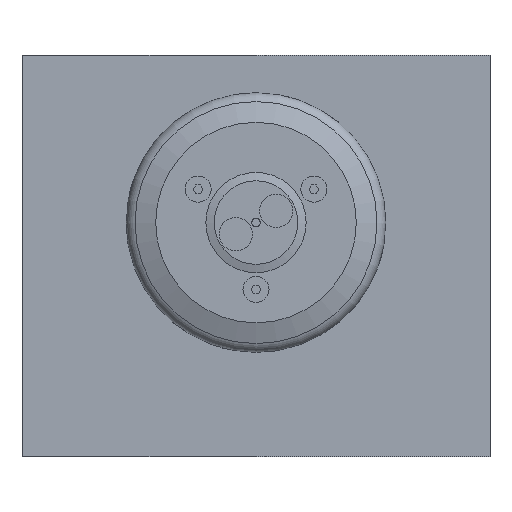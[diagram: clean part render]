
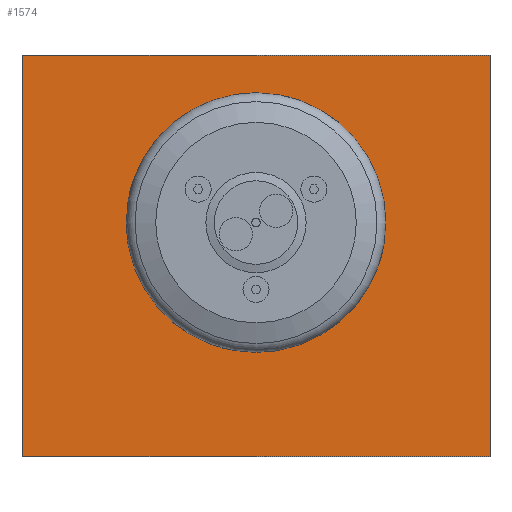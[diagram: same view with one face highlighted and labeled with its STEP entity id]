
A CAD part, front view. The second image highlights one B-rep face of the part: STEP entity #1574.
In plain terms, the highlighted planar face has unit normal (0, -1, 0).
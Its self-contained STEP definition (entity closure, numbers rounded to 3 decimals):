
#45=FACE_BOUND('',#329,.T.);
#112=CIRCLE('',#1717,26.5);
#229=FACE_OUTER_BOUND('',#328,.T.);
#328=EDGE_LOOP('',(#1340,#1341,#1342,#1343));
#329=EDGE_LOOP('',(#1344));
#468=LINE('',#2703,#604);
#469=LINE('',#2705,#605);
#470=LINE('',#2707,#606);
#471=LINE('',#2708,#607);
#604=VECTOR('',#2147,10.);
#605=VECTOR('',#2148,10.);
#606=VECTOR('',#2149,10.);
#607=VECTOR('',#2150,10.);
#722=VERTEX_POINT('',#2608);
#753=VERTEX_POINT('',#2701);
#754=VERTEX_POINT('',#2702);
#755=VERTEX_POINT('',#2704);
#756=VERTEX_POINT('',#2706);
#916=EDGE_CURVE('',#722,#722,#112,.T.);
#961=EDGE_CURVE('',#753,#754,#468,.T.);
#962=EDGE_CURVE('',#755,#754,#469,.T.);
#963=EDGE_CURVE('',#756,#755,#470,.T.);
#964=EDGE_CURVE('',#756,#753,#471,.T.);
#1340=ORIENTED_EDGE('',*,*,#961,.T.);
#1341=ORIENTED_EDGE('',*,*,#962,.F.);
#1342=ORIENTED_EDGE('',*,*,#963,.F.);
#1343=ORIENTED_EDGE('',*,*,#964,.T.);
#1344=ORIENTED_EDGE('',*,*,#916,.T.);
#1497=PLANE('',#1739);
#1574=ADVANCED_FACE('',(#229,#45),#1497,.T.);
#1717=AXIS2_PLACEMENT_3D('',#2610,#2063,#2064);
#1739=AXIS2_PLACEMENT_3D('',#2700,#2145,#2146);
#2063=DIRECTION('center_axis',(0.,1.,0.));
#2064=DIRECTION('ref_axis',(-1.,0.,0.));
#2145=DIRECTION('center_axis',(0.,-1.,0.));
#2146=DIRECTION('ref_axis',(0.,0.,-1.));
#2147=DIRECTION('',(0.,0.,1.));
#2148=DIRECTION('',(1.,0.,0.));
#2149=DIRECTION('',(0.,0.,1.));
#2150=DIRECTION('',(1.,0.,0.));
#2608=CARTESIAN_POINT('',(96.5,0.,70.));
#2610=CARTESIAN_POINT('Origin',(70.,0.,70.));
#2700=CARTESIAN_POINT('Origin',(0.,0.,0.));
#2701=CARTESIAN_POINT('',(140.,0.,0.));
#2702=CARTESIAN_POINT('',(140.,0.,120.));
#2703=CARTESIAN_POINT('',(140.,0.,0.));
#2704=CARTESIAN_POINT('',(0.,0.,120.));
#2705=CARTESIAN_POINT('',(0.,0.,120.));
#2706=CARTESIAN_POINT('',(0.,0.,0.));
#2707=CARTESIAN_POINT('',(0.,0.,0.));
#2708=CARTESIAN_POINT('',(0.,0.,0.));
